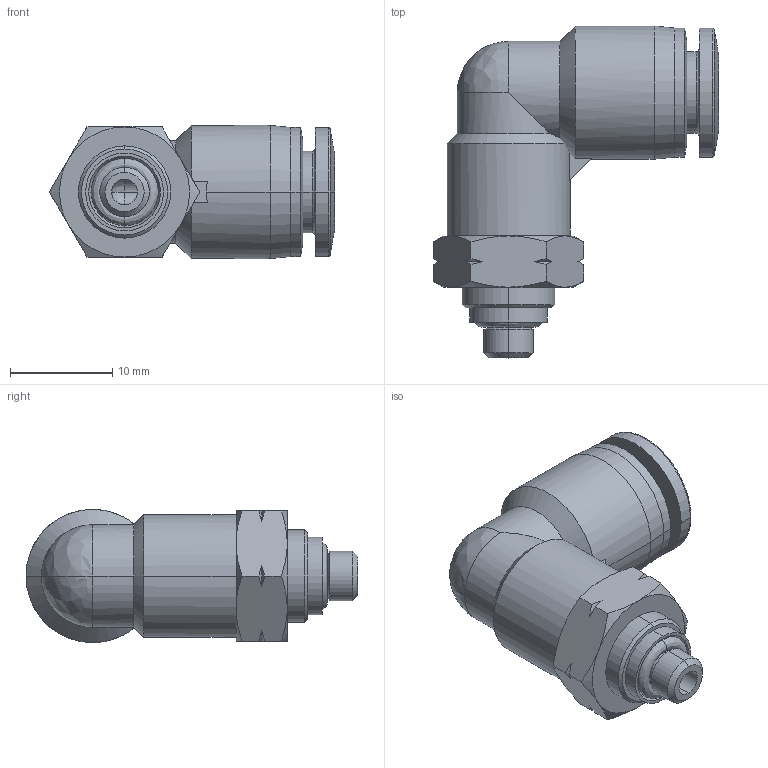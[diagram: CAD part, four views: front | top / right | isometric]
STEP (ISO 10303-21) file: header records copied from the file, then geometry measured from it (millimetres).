
FILE_DESCRIPTION (( 'STEP AP214' ), '1' );
FILE_NAME ('ME14-10N.step', '2016-02-24T20:41:15', ( '' ), ( '' ), 'SwSTEP 2.0', 'SolidWorks 2015', '' );
FILE_SCHEMA (( 'AUTOMOTIVE_DESIGN' ));
Length unit declared in the file: inch
Products named in the file (1): ME14-10N
Bounding box: 27.83 x 32.4 x 13 mm (x, y, z)
Volume: 3875.8 mm3; surface area: 2672.3 mm2
Topology: 2 solids, 2 shells, 108 faces, 255 edges, 153 vertices
Faces by surface type: cone 43, cylinder 30, plane 19, bspline 14, torus 2
Entity records: 3464 total; most frequent: CARTESIAN_POINT 1041, ORIENTED_EDGE 502, DIRECTION 497, EDGE_CURVE 251, AXIS2_PLACEMENT_3D 217, VERTEX_POINT 153, CIRCLE 122, EDGE_LOOP 118
